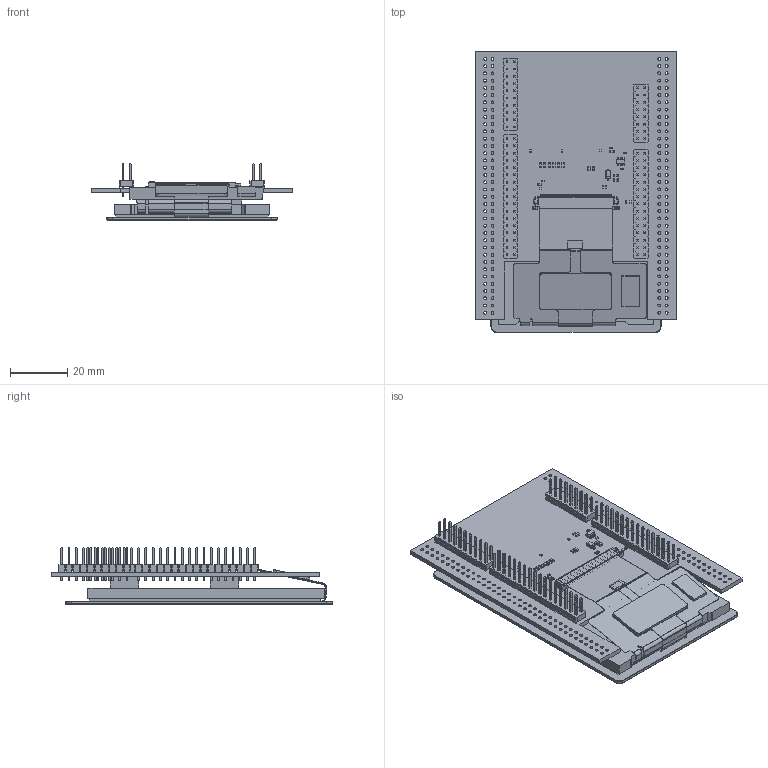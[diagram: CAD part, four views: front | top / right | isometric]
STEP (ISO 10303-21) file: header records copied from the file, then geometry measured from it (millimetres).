
FILE_DESCRIPTION(/* description */ (''),/* implementation_level */ '2;1');
FILE_NAME(/* name */ '3D_RVA35HI-NUCLEO144A_Rev.1.0.stp',/* time_stamp */ '2024-06-10T10:38:58+02:00',/* author */ ('Mateusz Natywa'),/* organization */ (''),/* preprocessor_version */ 'ST-DEVELOPER v17',/* originating_system */ 'Autodesk Inventor 2019',/* authorisation */ '');
FILE_SCHEMA (('CONFIG_CONTROL_DESIGN'));
Products named in the file (27): 3D_RVA35HI-NUCLEO144A_Rev.1.0; NUCLEO_35; D_SOD-123; D_SOD_123; CF20502U0R0-NH; CF20502U0R0-NH_1; SOT-23-6; SOT_23_6; R_0603_1608Metric; R_0603_1608Metric_1; C_0402_1005Metric; C_0402_1005Metric_1; R_0402_1005Metric; R_0402_1005Metric_1; C_0603_1608Metric; C_0603_1608Metric_1; NUCLEO_35_REV2 PCB; Download_STP_61301621121 (rev1); 61301621121; Download_STP_61302021121 (rev1); 61302021121; 61303021121 (rev1); 61303021121; 61303421121 (rev1); 61303421121; 6130xx21121_PIN; Module
Assembly tree (145 placements, depth 4):
  3D_RVA35HI-NUCLEO144A_Rev.1.0
    NUCLEO_35
      R_0402_1005Metric  x9
        R_0402_1005Metric_1
      D_SOD-123
        D_SOD_123
      C_0603_1608Metric  x4
        C_0603_1608Metric_1
      R_0603_1608Metric  x8
        R_0603_1608Metric_1
      CF20502U0R0-NH
        CF20502U0R0-NH_1
      C_0402_1005Metric  x3
        C_0402_1005Metric_1
      SOT-23-6
        SOT_23_6
      NUCLEO_35_REV2 PCB
      Download_STP_61301621121 (rev1)
        61301621121
        6130xx21121_PIN  x16
      Download_STP_61302021121 (rev1)
        61302021121
        6130xx21121_PIN  x20
      61303021121 (rev1)
        61303021121
        6130xx21121_PIN  x30
      61303421121 (rev1)
        61303421121
        6130xx21121_PIN  x34
    Module
Bounding box: 70.45 x 98.34 x 19.8 mm (x, y, z)
Volume: 40485.9 mm3; surface area: 47541.6 mm2
Topology: 190 solids, 190 shells, 7811 faces, 21575 edges, 14075 vertices
Faces by surface type: plane 6050, cylinder 1715, bspline 38, torus 8
Full cylindrical faces by diameter (mm): 1.02 x244
Entity records: 202444 total; most frequent: CARTESIAN_POINT 37643, ORIENTED_EDGE 34846, DIRECTION 32963, EDGE_CURVE 17423, LINE 13773, VECTOR 13773, VERTEX_POINT 11591, AXIS2_PLACEMENT_3D 9595
